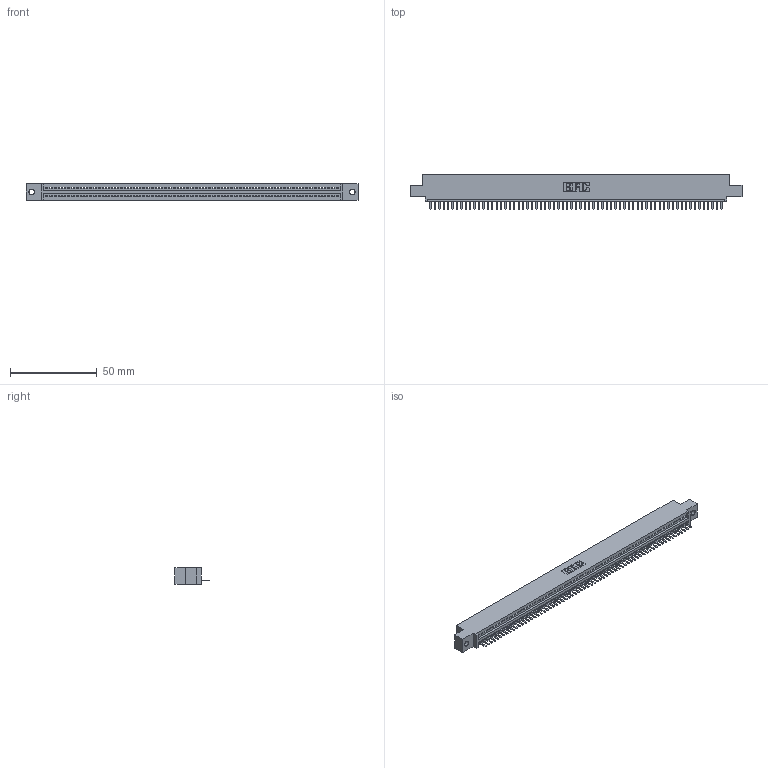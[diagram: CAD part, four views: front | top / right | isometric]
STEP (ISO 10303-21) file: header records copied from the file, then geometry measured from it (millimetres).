
FILE_DESCRIPTION (( 'STEP AP203' ), '1' );
FILE_NAME ('345-067-520-402.STEP', '2019-10-11T23:59:02', ( '' ), ( '' ), 'SwSTEP 2.0', 'SolidWorks 2016', '' );
FILE_SCHEMA (( 'CONFIG_CONTROL_DESIGN' ));
Length unit declared in the file: inch
Products named in the file (3): 345-067-520-402; 345 Part_0.110 Offset - 0.128 Dia; 345-292-001_345-293-120
Assembly tree (68 placements, depth 2):
  345-067-520-402
    345 Part_0.110 Offset - 0.128 Dia
    345-292-001_345-293-120  x67
Bounding box: 191.39 x 19.68 x 9.4 mm (x, y, z)
Volume: 18080.3 mm3; surface area: 23546.8 mm2
Topology: 68 solids, 68 shells, 4284 faces, 12681 edges, 8274 vertices
Faces by surface type: plane 2898, cylinder 1386
Entity records: 47309 total; most frequent: CARTESIAN_POINT 8213, ORIENTED_EDGE 8202, DIRECTION 7123, EDGE_CURVE 4101, LINE 3697, VECTOR 3697, VERTEX_POINT 2730, AXIS2_PLACEMENT_3D 1713
